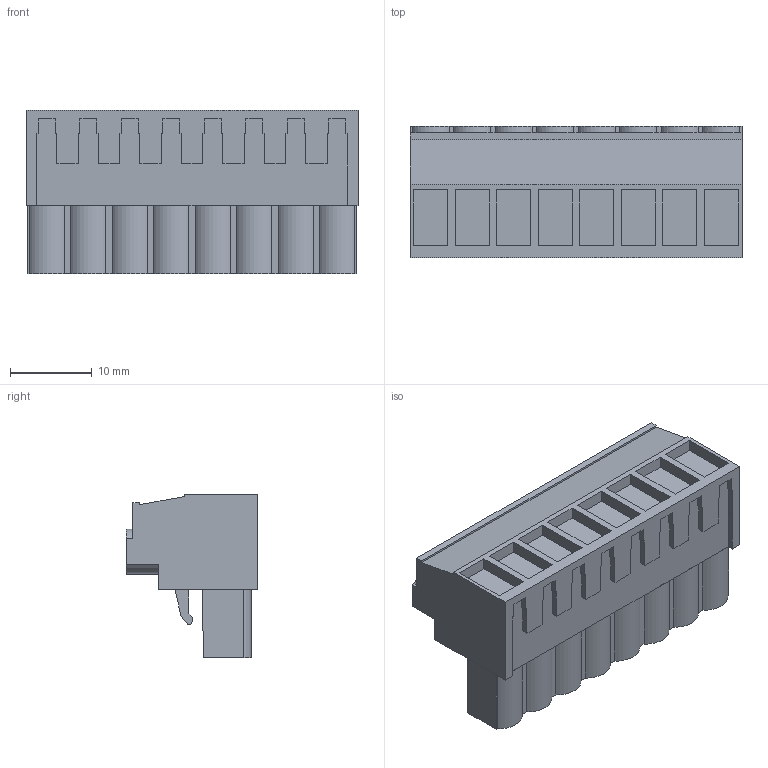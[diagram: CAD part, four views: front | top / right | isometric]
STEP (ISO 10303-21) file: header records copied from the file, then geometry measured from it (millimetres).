
FILE_DESCRIPTION(('CATIA V5 STEP','CAx-IF Rec.Pracs.--- Model Styling and Organization---1.2---2011-12-15'),'2;1');
FILE_NAME ('D1459872_0_1943640000_1943640000.stp','2017-05-20T10:47:25+00:00',('none'),('Weidmueller'),'CATIA Version 5-6 Release 2014','CATIA V5 STEP AP214','none');
FILE_SCHEMA(('AUTOMOTIVE_DESIGN { 1 0 10303 214 1 1 1 1 }'));
Length unit declared in the file: millimetre
Products named in the file (1): 1943640000
Bounding box: 40.64 x 16.1 x 20.05 mm (x, y, z)
Volume: 7576.1 mm3; surface area: 4981.5 mm2
Topology: 9 solids, 9 shells, 552 faces, 1553 edges, 1052 vertices
Faces by surface type: plane 476, cylinder 76
Entity records: 16458 total; most frequent: ORIENTED_EDGE 3106, CARTESIAN_POINT 2946, DIRECTION 2233, EDGE_CURVE 1553, VECTOR 1369, LINE 1369, VERTEX_POINT 1052, EDGE_LOOP 585
